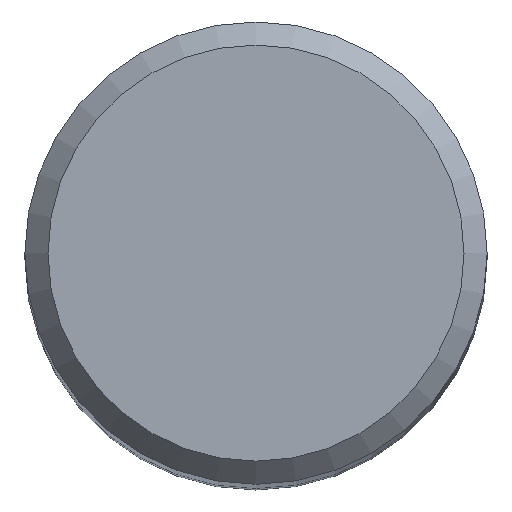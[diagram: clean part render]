
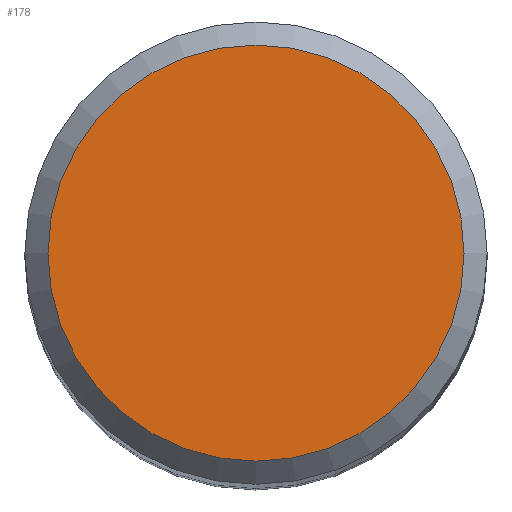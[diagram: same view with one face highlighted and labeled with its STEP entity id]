
A CAD part, top view. The second image highlights one B-rep face of the part: STEP entity #178.
In plain terms, the highlighted planar face has unit normal (0, 0, 1).
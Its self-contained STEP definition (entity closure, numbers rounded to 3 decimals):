
#1 = DIRECTION ( 'NONE',  ( 0., 0., -1. ) ) ;
#39 = VERTEX_POINT ( 'NONE', #162 ) ;
#54 = AXIS2_PLACEMENT_3D ( 'NONE', #161, #1, #203 ) ;
#65 = CIRCLE ( 'NONE', #54, 4.5 ) ;
#86 = EDGE_CURVE ( 'NONE', #39, #39, #65, .T. ) ;
#109 = DIRECTION ( 'NONE',  ( 0., 0., -1. ) ) ;
#124 = AXIS2_PLACEMENT_3D ( 'NONE', #157, #109, #222 ) ;
#138 = EDGE_LOOP ( 'NONE', ( #194 ) ) ;
#156 = PLANE ( 'NONE',  #124 ) ;
#157 = CARTESIAN_POINT ( 'NONE',  ( 0., 0., 72. ) ) ;
#161 = CARTESIAN_POINT ( 'NONE',  ( 0., 0., 72. ) ) ;
#162 = CARTESIAN_POINT ( 'NONE',  ( 0., 4.5, 72. ) ) ;
#178 = ADVANCED_FACE ( 'NONE', ( #192 ), #156, .F. ) ;
#192 = FACE_OUTER_BOUND ( 'NONE', #138, .T. ) ;
#194 = ORIENTED_EDGE ( 'NONE', *, *, #86, .F. ) ;
#203 = DIRECTION ( 'NONE',  ( 0., 1., 0. ) ) ;
#222 = DIRECTION ( 'NONE',  ( 0., 1., 0. ) ) ;
